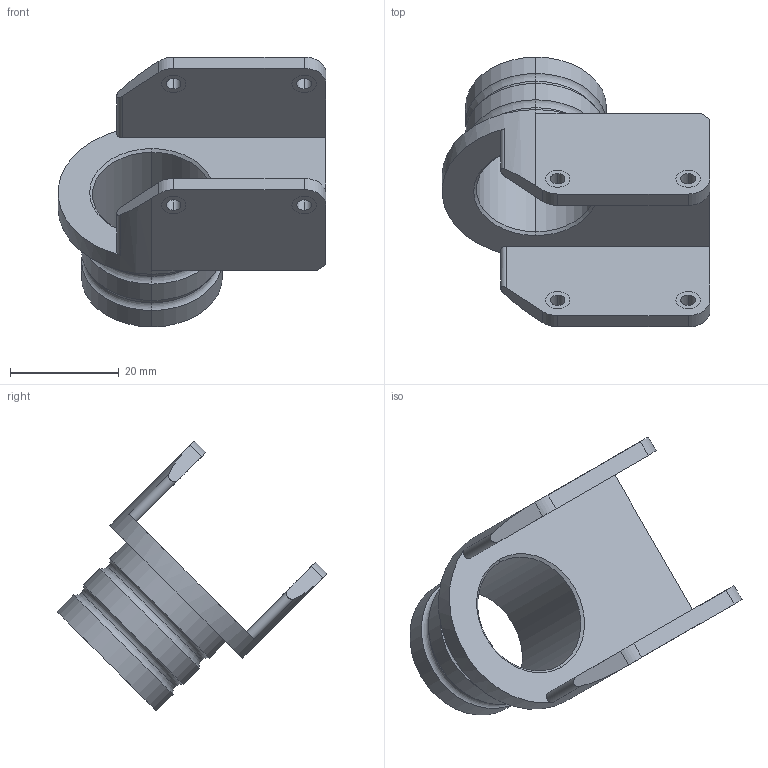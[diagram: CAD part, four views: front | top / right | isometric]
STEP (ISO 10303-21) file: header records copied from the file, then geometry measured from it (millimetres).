
FILE_DESCRIPTION (( 'STEP AP214' ), '1' );
FILE_NAME ('J4_Mount_CNC.STEP', '2024-01-07T18:42:17', ( '' ), ( '' ), 'SwSTEP 2.0', 'SolidWorks 2022', '' );
FILE_SCHEMA (( 'AUTOMOTIVE_DESIGN' ));
Length unit declared in the file: millimetre
Products named in the file (1): J4_Mount_CNC
Bounding box: 49.25 x 49.64 x 49.64 mm (x, y, z)
Volume: 10293.4 mm3; surface area: 8752 mm2
Topology: 1 solids, 1 shells, 56 faces, 135 edges, 90 vertices
Faces by surface type: cylinder 24, plane 22, torus 8, cone 2
Entity records: 1729 total; most frequent: DIRECTION 321, CARTESIAN_POINT 294, ORIENTED_EDGE 270, EDGE_CURVE 135, AXIS2_PLACEMENT_3D 133, VERTEX_POINT 90, CIRCLE 76, EDGE_LOOP 75
